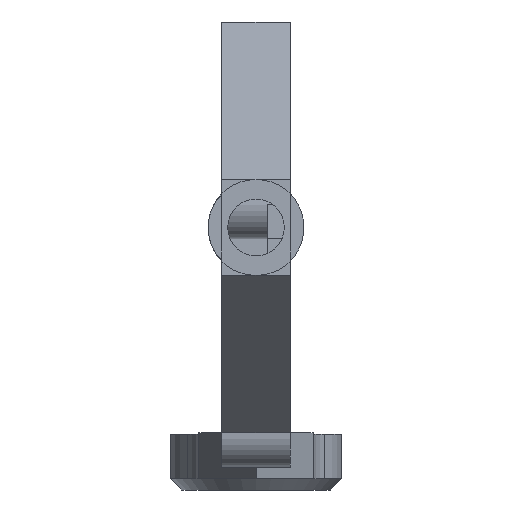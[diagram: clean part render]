
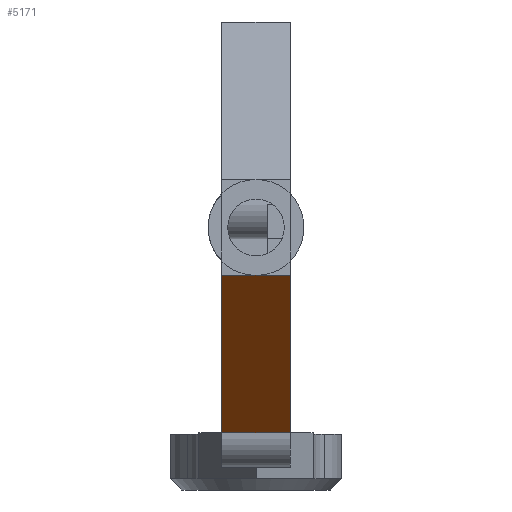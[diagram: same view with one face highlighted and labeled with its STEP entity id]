
A CAD part, front view. The second image highlights one B-rep face of the part: STEP entity #5171.
In plain terms, the highlighted planar face has unit normal (0, -0.514, -0.858).
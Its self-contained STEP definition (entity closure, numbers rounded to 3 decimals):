
#2982 = PLANE('',#2983);
#2983 = AXIS2_PLACEMENT_3D('',#2984,#2985,#2986);
#2984 = CARTESIAN_POINT('',(-3.,-48.732,22.18));
#2985 = DIRECTION('',(1.,0.,0.));
#2986 = DIRECTION('',(0.,1.,0.));
#3358 = PLANE('',#3359);
#3359 = AXIS2_PLACEMENT_3D('',#3360,#3361,#3362);
#3360 = CARTESIAN_POINT('',(3.,-48.732,22.18));
#3361 = DIRECTION('',(1.,0.,0.));
#3362 = DIRECTION('',(0.,1.,0.));
#3533 = PLANE('',#3534);
#3534 = AXIS2_PLACEMENT_3D('',#3535,#3536,#3537);
#3535 = CARTESIAN_POINT('',(3.,-34.75,4.));
#3536 = DIRECTION('',(0.,0.,1.));
#3537 = DIRECTION('',(0.,-1.,0.));
#3888 = VERTEX_POINT('',#3889);
#3889 = CARTESIAN_POINT('',(-3.,-64.75,17.8));
#3903 = PLANE('',#3904);
#3904 = AXIS2_PLACEMENT_3D('',#3905,#3906,#3907);
#3905 = CARTESIAN_POINT('',(3.,-64.75,17.8));
#3906 = DIRECTION('',(0.,1.,0.));
#3907 = DIRECTION('',(0.,0.,1.));
#3915 = EDGE_CURVE('',#3916,#3888,#3918,.T.);
#3916 = VERTEX_POINT('',#3917);
#3917 = CARTESIAN_POINT('',(-3.,-41.75,4.));
#3918 = SURFACE_CURVE('',#3919,(#3923,#3930),.PCURVE_S1.);
#3919 = LINE('',#3920,#3921);
#3920 = CARTESIAN_POINT('',(-3.,-41.75,4.));
#3921 = VECTOR('',#3922,1.);
#3922 = DIRECTION('',(0.,-0.857,0.514));
#3923 = PCURVE('',#2982,#3924);
#3924 = DEFINITIONAL_REPRESENTATION('',(#3925),#3929);
#3925 = LINE('',#3926,#3927);
#3926 = CARTESIAN_POINT('',(6.982,-18.18));
#3927 = VECTOR('',#3928,1.);
#3928 = DIRECTION('',(-0.857,0.514));
#3929 = ( GEOMETRIC_REPRESENTATION_CONTEXT(2) 
PARAMETRIC_REPRESENTATION_CONTEXT() REPRESENTATION_CONTEXT('2D SPACE',''
  ) );
#3930 = PCURVE('',#3931,#3936);
#3931 = PLANE('',#3932);
#3932 = AXIS2_PLACEMENT_3D('',#3933,#3934,#3935);
#3933 = CARTESIAN_POINT('',(3.,-41.75,4.));
#3934 = DIRECTION('',(0.,0.514,0.857));
#3935 = DIRECTION('',(0.,-0.857,0.514));
#3936 = DEFINITIONAL_REPRESENTATION('',(#3937),#3941);
#3937 = LINE('',#3938,#3939);
#3938 = CARTESIAN_POINT('',(0.,-6.));
#3939 = VECTOR('',#3940,1.);
#3940 = DIRECTION('',(1.,0.));
#3941 = ( GEOMETRIC_REPRESENTATION_CONTEXT(2) 
PARAMETRIC_REPRESENTATION_CONTEXT() REPRESENTATION_CONTEXT('2D SPACE',''
  ) );
#4708 = VERTEX_POINT('',#4709);
#4709 = CARTESIAN_POINT('',(3.,-64.75,17.8));
#4723 = PLANE('',#4724);
#4724 = AXIS2_PLACEMENT_3D('',#4725,#4726,#4727);
#4725 = CARTESIAN_POINT('',(3.,-64.75,17.8));
#4726 = DIRECTION('',(0.,1.,0.));
#4727 = DIRECTION('',(0.,0.,1.));
#4735 = EDGE_CURVE('',#4736,#4708,#4738,.T.);
#4736 = VERTEX_POINT('',#4737);
#4737 = CARTESIAN_POINT('',(3.,-41.75,4.));
#4738 = SURFACE_CURVE('',#4739,(#4743,#4750),.PCURVE_S1.);
#4739 = LINE('',#4740,#4741);
#4740 = CARTESIAN_POINT('',(3.,-41.75,4.));
#4741 = VECTOR('',#4742,1.);
#4742 = DIRECTION('',(0.,-0.857,0.514));
#4743 = PCURVE('',#3358,#4744);
#4744 = DEFINITIONAL_REPRESENTATION('',(#4745),#4749);
#4745 = LINE('',#4746,#4747);
#4746 = CARTESIAN_POINT('',(6.982,-18.18));
#4747 = VECTOR('',#4748,1.);
#4748 = DIRECTION('',(-0.857,0.514));
#4749 = ( GEOMETRIC_REPRESENTATION_CONTEXT(2) 
PARAMETRIC_REPRESENTATION_CONTEXT() REPRESENTATION_CONTEXT('2D SPACE',''
  ) );
#4750 = PCURVE('',#3931,#4751);
#4751 = DEFINITIONAL_REPRESENTATION('',(#4752),#4756);
#4752 = LINE('',#4753,#4754);
#4753 = CARTESIAN_POINT('',(0.,0.));
#4754 = VECTOR('',#4755,1.);
#4755 = DIRECTION('',(1.,0.));
#4756 = ( GEOMETRIC_REPRESENTATION_CONTEXT(2) 
PARAMETRIC_REPRESENTATION_CONTEXT() REPRESENTATION_CONTEXT('2D SPACE',''
  ) );
#5096 = EDGE_CURVE('',#4736,#3916,#5097,.T.);
#5097 = SURFACE_CURVE('',#5098,(#5102,#5109),.PCURVE_S1.);
#5098 = LINE('',#5099,#5100);
#5099 = CARTESIAN_POINT('',(3.,-41.75,4.));
#5100 = VECTOR('',#5101,1.);
#5101 = DIRECTION('',(-1.,-0.,-0.));
#5102 = PCURVE('',#3533,#5103);
#5103 = DEFINITIONAL_REPRESENTATION('',(#5104),#5108);
#5104 = LINE('',#5105,#5106);
#5105 = CARTESIAN_POINT('',(7.,0.));
#5106 = VECTOR('',#5107,1.);
#5107 = DIRECTION('',(0.,-1.));
#5108 = ( GEOMETRIC_REPRESENTATION_CONTEXT(2) 
PARAMETRIC_REPRESENTATION_CONTEXT() REPRESENTATION_CONTEXT('2D SPACE',''
  ) );
#5109 = PCURVE('',#3931,#5110);
#5110 = DEFINITIONAL_REPRESENTATION('',(#5111),#5115);
#5111 = LINE('',#5112,#5113);
#5112 = CARTESIAN_POINT('',(0.,0.));
#5113 = VECTOR('',#5114,1.);
#5114 = DIRECTION('',(0.,-1.));
#5115 = ( GEOMETRIC_REPRESENTATION_CONTEXT(2) 
PARAMETRIC_REPRESENTATION_CONTEXT() REPRESENTATION_CONTEXT('2D SPACE',''
  ) );
#5171 = ADVANCED_FACE('',(#5172),#3931,.F.);
#5172 = FACE_BOUND('',#5173,.F.);
#5173 = EDGE_LOOP('',(#5174,#5175,#5176,#5199,#5220));
#5174 = ORIENTED_EDGE('',*,*,#5096,.T.);
#5175 = ORIENTED_EDGE('',*,*,#3915,.T.);
#5176 = ORIENTED_EDGE('',*,*,#5177,.F.);
#5177 = EDGE_CURVE('',#5178,#3888,#5180,.T.);
#5178 = VERTEX_POINT('',#5179);
#5179 = CARTESIAN_POINT('',(0.,-64.75,17.8));
#5180 = SURFACE_CURVE('',#5181,(#5185,#5192),.PCURVE_S1.);
#5181 = LINE('',#5182,#5183);
#5182 = CARTESIAN_POINT('',(3.,-64.75,17.8));
#5183 = VECTOR('',#5184,1.);
#5184 = DIRECTION('',(-1.,-0.,-0.));
#5185 = PCURVE('',#3931,#5186);
#5186 = DEFINITIONAL_REPRESENTATION('',(#5187),#5191);
#5187 = LINE('',#5188,#5189);
#5188 = CARTESIAN_POINT('',(26.822,0.));
#5189 = VECTOR('',#5190,1.);
#5190 = DIRECTION('',(0.,-1.));
#5191 = ( GEOMETRIC_REPRESENTATION_CONTEXT(2) 
PARAMETRIC_REPRESENTATION_CONTEXT() REPRESENTATION_CONTEXT('2D SPACE',''
  ) );
#5192 = PCURVE('',#3903,#5193);
#5193 = DEFINITIONAL_REPRESENTATION('',(#5194),#5198);
#5194 = LINE('',#5195,#5196);
#5195 = CARTESIAN_POINT('',(0.,0.));
#5196 = VECTOR('',#5197,1.);
#5197 = DIRECTION('',(0.,-1.));
#5198 = ( GEOMETRIC_REPRESENTATION_CONTEXT(2) 
PARAMETRIC_REPRESENTATION_CONTEXT() REPRESENTATION_CONTEXT('2D SPACE',''
  ) );
#5199 = ORIENTED_EDGE('',*,*,#5200,.F.);
#5200 = EDGE_CURVE('',#4708,#5178,#5201,.T.);
#5201 = SURFACE_CURVE('',#5202,(#5206,#5213),.PCURVE_S1.);
#5202 = LINE('',#5203,#5204);
#5203 = CARTESIAN_POINT('',(3.,-64.75,17.8));
#5204 = VECTOR('',#5205,1.);
#5205 = DIRECTION('',(-1.,-0.,-0.));
#5206 = PCURVE('',#3931,#5207);
#5207 = DEFINITIONAL_REPRESENTATION('',(#5208),#5212);
#5208 = LINE('',#5209,#5210);
#5209 = CARTESIAN_POINT('',(26.822,0.));
#5210 = VECTOR('',#5211,1.);
#5211 = DIRECTION('',(0.,-1.));
#5212 = ( GEOMETRIC_REPRESENTATION_CONTEXT(2) 
PARAMETRIC_REPRESENTATION_CONTEXT() REPRESENTATION_CONTEXT('2D SPACE',''
  ) );
#5213 = PCURVE('',#4723,#5214);
#5214 = DEFINITIONAL_REPRESENTATION('',(#5215),#5219);
#5215 = LINE('',#5216,#5217);
#5216 = CARTESIAN_POINT('',(0.,0.));
#5217 = VECTOR('',#5218,1.);
#5218 = DIRECTION('',(0.,-1.));
#5219 = ( GEOMETRIC_REPRESENTATION_CONTEXT(2) 
PARAMETRIC_REPRESENTATION_CONTEXT() REPRESENTATION_CONTEXT('2D SPACE',''
  ) );
#5220 = ORIENTED_EDGE('',*,*,#4735,.F.);
